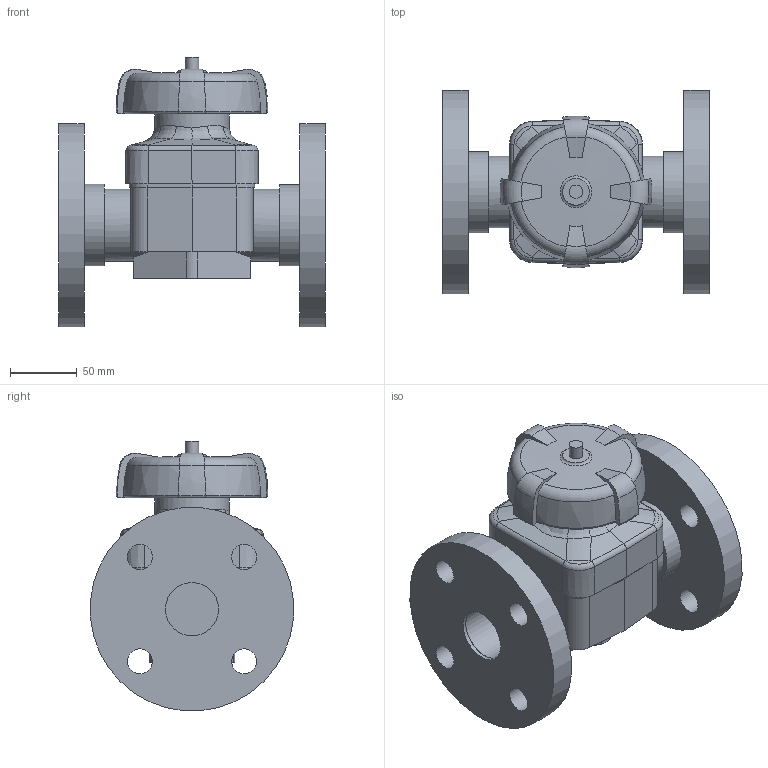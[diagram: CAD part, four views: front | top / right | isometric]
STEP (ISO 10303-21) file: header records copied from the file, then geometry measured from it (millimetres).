
FILE_DESCRIPTION(/* description */ (''),/* implementation_level */ '2;1');
FILE_NAME(/* name */ 'VMOV050E.stp',/* time_stamp */ '2013-10-01T11:46:44+02:00',/* author */ ('bfaro'),/* organization */ (''),/* preprocessor_version */ 'ST-DEVELOPER v15.2',/* originating_system */ 'Autodesk Inventor 2014',/* authorisation */ '');
FILE_SCHEMA (('AUTOMOTIVE_DESIGN { 1 0 10303 214 3 1 1 }'));
Length unit declared in the file: millimetre
Products named in the file (4): SPBDVM050DV; Volantino VM 40-50; Flangia Fissa D50 Socket; VMOV050E
Bounding box: 200 x 152.42 x 202.21 mm (x, y, z)
Volume: 1873830.6 mm3; surface area: 236777.2 mm2
Topology: 4 solids, 4 shells, 174 faces, 425 edges, 273 vertices
Faces by surface type: plane 73, cylinder 49, torus 21, bspline 18, cone 13
Full cylindrical faces by diameter (mm): 10 x1, 11 x2, 18.7 x8, 40 x4, 50 x4, 54 x2, 56 x1, 61.3 x2, 153 x2
Entity records: 5937 total; most frequent: CARTESIAN_POINT 1966, DIRECTION 874, ORIENTED_EDGE 754, EDGE_CURVE 377, AXIS2_PLACEMENT_3D 357, VERTEX_POINT 253, EDGE_LOOP 204, CIRCLE 179
